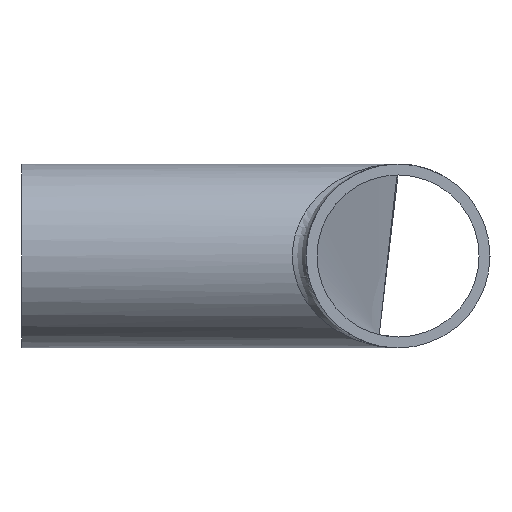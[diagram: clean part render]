
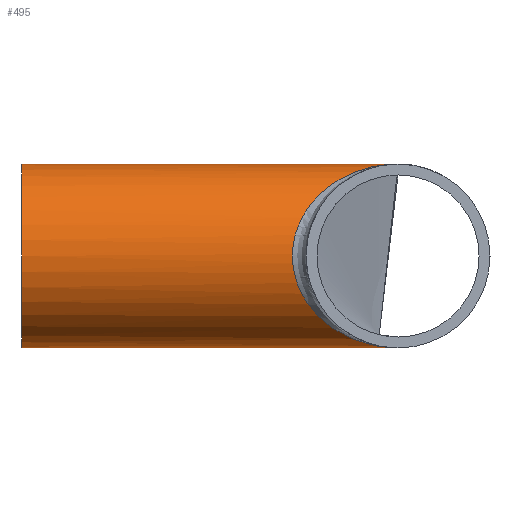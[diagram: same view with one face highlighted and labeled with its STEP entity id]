
A CAD part, left-side view. The second image highlights one B-rep face of the part: STEP entity #495.
In plain terms, the highlighted cylindrical face has radius 13.45 mm (diameter 26.9 mm), a full revolution.
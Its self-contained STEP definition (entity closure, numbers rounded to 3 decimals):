
#125 = CARTESIAN_POINT ( 'NONE',  ( -26.9, 30.9, 13.45 ) ) ;
#422 =( BOUNDED_CURVE ( )  B_SPLINE_CURVE ( 3, ( #2442, #8607, #125, #6119 ),
 .UNSPECIFIED., .F., .T. ) 
 B_SPLINE_CURVE_WITH_KNOTS ( ( 4, 4 ),
 ( 4.712, 7.854 ),
 .UNSPECIFIED. ) 
 CURVE ( )  GEOMETRIC_REPRESENTATION_ITEM ( )  RATIONAL_B_SPLINE_CURVE ( ( 1., 0.333, 0.333, 1. ) ) 
 REPRESENTATION_ITEM ( '' )  );
#495 = ADVANCED_FACE ( 'NONE', ( #8887, #11279 ), #13428, .T. ) ;
#808 = EDGE_LOOP ( 'NONE', ( #12597, #3651 ) ) ;
#904 = CARTESIAN_POINT ( 'NONE',  ( 26.9, 30.9, 13.45 ) ) ;
#1382 = CARTESIAN_POINT ( 'NONE',  ( 0., 55., 13.45 ) ) ;
#2442 = CARTESIAN_POINT ( 'NONE',  ( 0., 0., -13.45 ) ) ;
#3043 = AXIS2_PLACEMENT_3D ( 'NONE', #14853, #6171, #13739 ) ;
#3651 = ORIENTED_EDGE ( 'NONE', *, *, #11144, .T. ) ;
#3939 = VERTEX_POINT ( 'NONE', #6891 ) ;
#3971 = AXIS2_PLACEMENT_3D ( 'NONE', #6096, #11133, #13591 ) ;
#4448 = CIRCLE ( 'NONE', #3971, 13.45 ) ;
#5763 = ORIENTED_EDGE ( 'NONE', *, *, #11516, .F. ) ;
#5867 = EDGE_CURVE ( 'NONE', #14886, #3939, #422, .T. ) ;
#6096 = CARTESIAN_POINT ( 'NONE',  ( 0., 55., 0. ) ) ;
#6119 = CARTESIAN_POINT ( 'NONE',  ( 0., 0., 13.45 ) ) ;
#6171 = DIRECTION ( 'NONE',  ( 0., -1., 0. ) ) ;
#6669 = CARTESIAN_POINT ( 'NONE',  ( 0., 0., 13.45 ) ) ;
#6891 = CARTESIAN_POINT ( 'NONE',  ( 0., 0., 13.45 ) ) ;
#8607 = CARTESIAN_POINT ( 'NONE',  ( -26.9, 30.9, -13.45 ) ) ;
#8738 = VERTEX_POINT ( 'NONE', #1382 ) ;
#8887 = FACE_OUTER_BOUND ( 'NONE', #808, .T. ) ;
#10661 = EDGE_LOOP ( 'NONE', ( #5763 ) ) ;
#10821 = CARTESIAN_POINT ( 'NONE',  ( 0., 0., -13.45 ) ) ;
#11133 = DIRECTION ( 'NONE',  ( 0., 1., 0. ) ) ;
#11144 = EDGE_CURVE ( 'NONE', #3939, #14886, #13987, .T. ) ;
#11279 = FACE_OUTER_BOUND ( 'NONE', #10661, .T. ) ;
#11516 = EDGE_CURVE ( 'NONE', #8738, #8738, #4448, .T. ) ;
#12597 = ORIENTED_EDGE ( 'NONE', *, *, #5867, .T. ) ;
#12651 = CARTESIAN_POINT ( 'NONE',  ( 26.9, 30.9, -13.45 ) ) ;
#13169 = CARTESIAN_POINT ( 'NONE',  ( 0., 0., -13.45 ) ) ;
#13428 = CYLINDRICAL_SURFACE ( 'NONE', #3043, 13.45 ) ;
#13591 = DIRECTION ( 'NONE',  ( 0., 0., 1. ) ) ;
#13739 = DIRECTION ( 'NONE',  ( 0., 0., -1. ) ) ;
#13987 =( BOUNDED_CURVE ( )  B_SPLINE_CURVE ( 3, ( #6669, #904, #12651, #10821 ),
 .UNSPECIFIED., .F., .T. ) 
 B_SPLINE_CURVE_WITH_KNOTS ( ( 4, 4 ),
 ( 1.571, 4.712 ),
 .UNSPECIFIED. ) 
 CURVE ( )  GEOMETRIC_REPRESENTATION_ITEM ( )  RATIONAL_B_SPLINE_CURVE ( ( 1., 0.333, 0.333, 1. ) ) 
 REPRESENTATION_ITEM ( '' )  );
#14853 = CARTESIAN_POINT ( 'NONE',  ( 0., 55., 0. ) ) ;
#14886 = VERTEX_POINT ( 'NONE', #13169 ) ;
